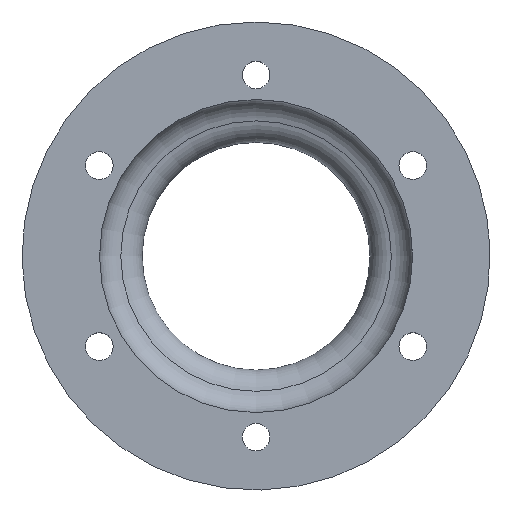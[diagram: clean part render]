
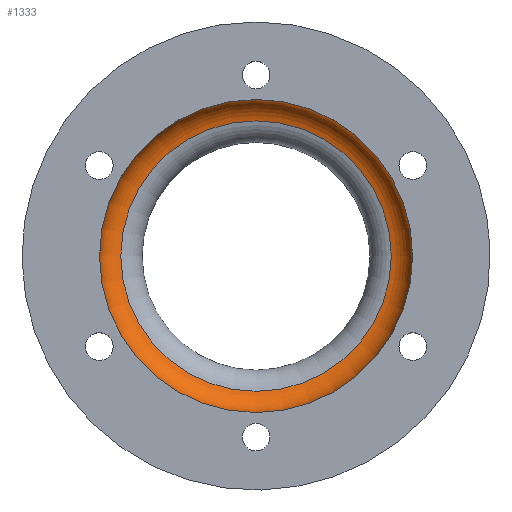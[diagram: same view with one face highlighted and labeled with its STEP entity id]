
A CAD part, top view. The second image highlights one B-rep face of the part: STEP entity #1333.
In plain terms, the highlighted toroidal (fillet/blend) face has major radius 15.494 mm and minor radius 3.175 mm.
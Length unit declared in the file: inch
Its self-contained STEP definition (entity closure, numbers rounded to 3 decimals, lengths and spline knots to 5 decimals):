
#14=TOROIDAL_SURFACE('',#1423,0.61,0.125);
#137=FACE_BOUND('',#333,.T.);
#155=CIRCLE('',#1385,0.735);
#187=CIRCLE('',#1424,0.635);
#237=FACE_OUTER_BOUND('',#332,.T.);
#332=EDGE_LOOP('',(#1085));
#333=EDGE_LOOP('',(#1086));
#537=VERTEX_POINT('',#2505);
#611=VERTEX_POINT('',#4935);
#668=EDGE_CURVE('',#537,#537,#155,.T.);
#785=EDGE_CURVE('',#611,#611,#187,.T.);
#1085=ORIENTED_EDGE('',*,*,#785,.T.);
#1086=ORIENTED_EDGE('',*,*,#668,.T.);
#1333=ADVANCED_FACE('',(#237,#137),#14,.F.);
#1385=AXIS2_PLACEMENT_3D('',#2506,#1494,#1495);
#1423=AXIS2_PLACEMENT_3D('',#4934,#1582,#1583);
#1424=AXIS2_PLACEMENT_3D('',#4936,#1584,#1585);
#1494=DIRECTION('center_axis',(0.,0.,1.));
#1495=DIRECTION('ref_axis',(0.,-1.,0.));
#1582=DIRECTION('center_axis',(0.,0.,-1.));
#1583=DIRECTION('ref_axis',(0.,-1.,0.));
#1584=DIRECTION('center_axis',(0.,0.,-1.));
#1585=DIRECTION('ref_axis',(0.,-1.,0.));
#2505=CARTESIAN_POINT('',(0.,0.735,-0.08005));
#2506=CARTESIAN_POINT('Origin',(0.,0.,
-0.08005));
#4934=CARTESIAN_POINT('Origin',(0.,0.,
-0.08005));
#4935=CARTESIAN_POINT('',(0.,0.635,-0.20253));
#4936=CARTESIAN_POINT('Origin',(0.,0.,
-0.20253));
